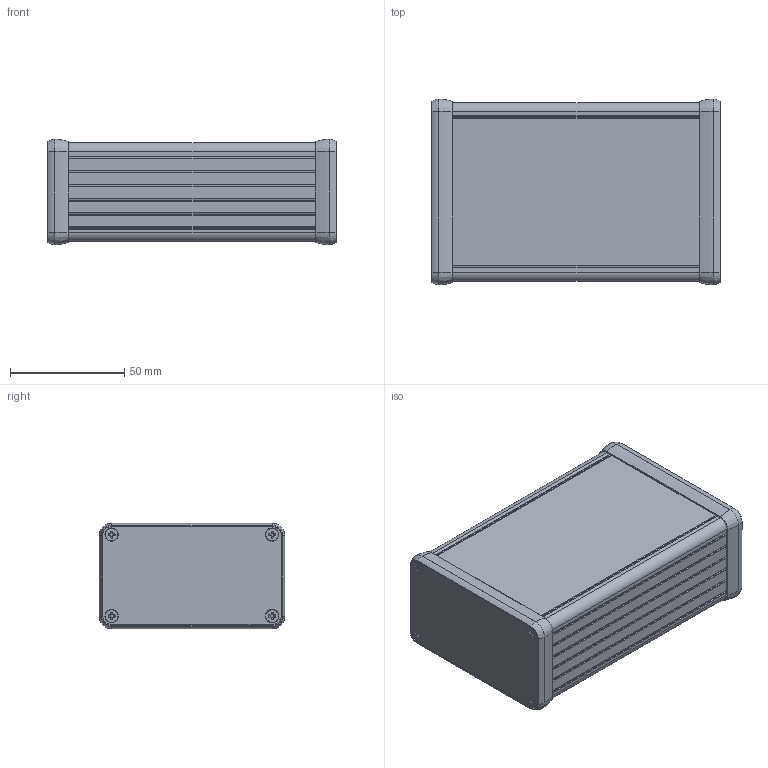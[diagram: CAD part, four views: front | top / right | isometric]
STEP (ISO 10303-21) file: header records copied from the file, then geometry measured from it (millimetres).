
FILE_DESCRIPTION(/* description */ (''),/* implementation_level */ '2;1');
FILE_NAME(/* name */ '1455K1201.stp',/* time_stamp */ '2022-09-27T08:43:56-04:00',/* author */ ('avernon'),/* organization */ (''),/* preprocessor_version */ 'ST-DEVELOPER v19',/* originating_system */ 'Autodesk Inventor 2023',/* authorisation */ '');
FILE_SCHEMA (('AUTOMOTIVE_DESIGN { 1 0 10303 214 3 1 1 }'));
Length unit declared in the file: millimetre
Products named in the file (7): 1455K; 1455K Channel and Cover; K Channel Extrusion 120mm; K Cap Ext; K1 Bezel Closed; K End Plate; 1455 screw
Assembly tree (15 placements, depth 3):
  1455K
    1455K Channel and Cover
      K Channel Extrusion 120mm
      K Cap Ext
    K1 Bezel Closed  x2
    K End Plate  x2
    1455 screw  x8
Bounding box: 126 x 81.13 x 46.13 mm (x, y, z)
Volume: 76154.8 mm3; surface area: 98485.9 mm2
Topology: 14 solids, 14 shells, 660 faces, 1780 edges, 1160 vertices
Faces by surface type: cylinder 298, plane 266, cone 56, torus 24, bspline 16
Full cylindrical faces by diameter (mm): 3.5 x16, 4.191 x8
Entity records: 14712 total; most frequent: DIRECTION 2657, CARTESIAN_POINT 2583, ORIENTED_EDGE 2464, EDGE_CURVE 1232, AXIS2_PLACEMENT_3D 983, VERTEX_POINT 809, LINE 691, VECTOR 691
